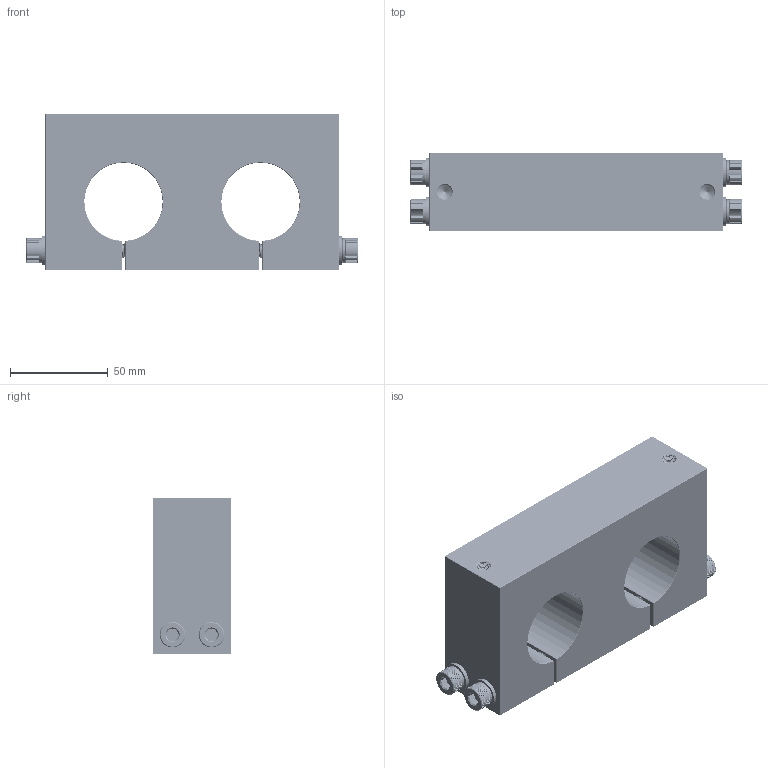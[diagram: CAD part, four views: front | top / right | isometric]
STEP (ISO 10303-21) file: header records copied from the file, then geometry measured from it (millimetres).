
FILE_DESCRIPTION(/* description */ (''),/* implementation_level */ '2;1');
FILE_NAME(/* name */ '8bae177a-253c-4a57-ae24-1990831300c8.stp',/* time_stamp */ '2024-10-08T18:47:47Z',/* author */ (''),/* organization */ (''),/* preprocessor_version */ 'ST-DEVELOPER v20',/* originating_system */ 'Autodesk Translation Framework v13.20.0.188',/* authorisation */ '');
FILE_SCHEMA (('AUTOMOTIVE_DESIGN { 1 0 10303 214 3 1 1 }'));
Products named in the file (4): SD 01_014; SD 01.014_body_part; Washer_8; Socket_head_screw_M8 (1)
Assembly tree (9 placements, depth 2):
  SD 01_014
    Washer_8  x4
    SD 01.014_body_part
    Socket_head_screw_M8 (1)  x4
Bounding box: 169.6 x 40 x 80 mm (x, y, z)
Volume: 378108 mm3; surface area: 70985 mm2
Topology: 9 solids, 9 shells, 3116 faces, 9138 edges, 6048 vertices
Faces by surface type: cylinder 1624, plane 768, torus 656, cone 40, bspline 28
Full cylindrical faces by diameter (mm): 6.376 x156, 7.234 x144, 8 x152, 8.128 x90, 8.4 x4, 12.6 x4, 15 x4
Entity records: 89734 total; most frequent: CARTESIAN_POINT 57247, ORIENTED_EDGE 7860, DIRECTION 5393, EDGE_CURVE 3930, VERTEX_POINT 2589, AXIS2_PLACEMENT_3D 2100, B_SPLINE_CURVE_WITH_KNOTS 1892, EDGE_LOOP 1373
